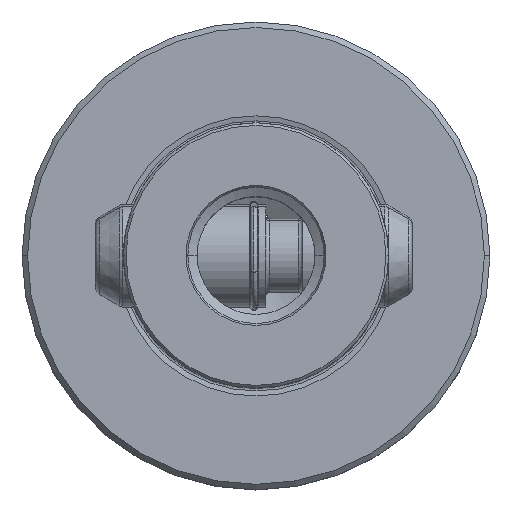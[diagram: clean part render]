
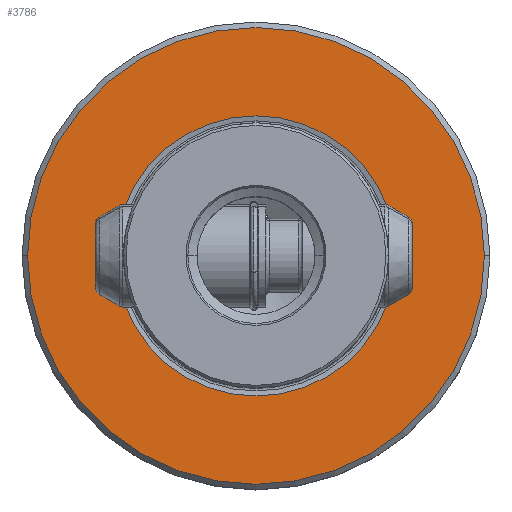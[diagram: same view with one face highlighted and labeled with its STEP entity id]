
A CAD part, top view. The second image highlights one B-rep face of the part: STEP entity #3786.
In plain terms, the highlighted planar face has unit normal (0, 0, 1).
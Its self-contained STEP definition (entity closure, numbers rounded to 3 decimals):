
#3060=EDGE_CURVE('NONE',#6438,#4946,#8186,.F.);
#3686=EDGE_CURVE('NONE',#4946,#6438,#8879,.F.);
#3786=ADVANCED_FACE('NONE',(#8987,#8988),#8989,.T.);
#4164=VERTEX_POINT('NONE',#9416);
#4946=VERTEX_POINT('NONE',#10283);
#5418=EDGE_CURVE('NONE',#4164,#5770,#10803,.T.);
#5770=VERTEX_POINT('NONE',#11186);
#6438=VERTEX_POINT('NONE',#11923);
#7038=EDGE_CURVE('NONE',#5770,#4164,#12582,.T.);
#8186=CIRCLE('',#14214,19.012);
#8879=CIRCLE('',#15500,19.012);
#8987=FACE_OUTER_BOUND('',#15733,.T.);
#8988=FACE_BOUND('',#15734,.T.);
#8989=PLANE('',#15735);
#9416=CARTESIAN_POINT('',(-31.0,0.,0.0));
#10283=CARTESIAN_POINT('',(-19.012,0.,0.0));
#10803=CIRCLE('',#19417,31.0);
#11186=CARTESIAN_POINT('',(31.0,0.,0.0));
#11923=CARTESIAN_POINT('',(19.012,0.,0.0));
#12582=CIRCLE('',#23115,31.0);
#14214=AXIS2_PLACEMENT_3D('',#25130,#25131,#25132);
#15500=AXIS2_PLACEMENT_3D('',#25925,#25926,#25927);
#15733=EDGE_LOOP('',(#26025,#26026));
#15734=EDGE_LOOP('',(#26027,#26028));
#15735=AXIS2_PLACEMENT_3D('',#26029,#26030,#26031);
#19417=AXIS2_PLACEMENT_3D('',#28119,#28120,#28121);
#23115=AXIS2_PLACEMENT_3D('',#30063,#30064,#30065);
#25130=CARTESIAN_POINT('',(0.0,0.0,0.0));
#25131=DIRECTION('',(0.0,0.0,-1.0));
#25132=DIRECTION('',(1.0,0.,0.0));
#25925=CARTESIAN_POINT('',(0.0,0.0,0.0));
#25926=DIRECTION('',(0.0,0.0,-1.0));
#25927=DIRECTION('',(1.0,0.,0.0));
#26025=ORIENTED_EDGE('',*,*,#5418,.F.);
#26026=ORIENTED_EDGE('',*,*,#7038,.F.);
#26027=ORIENTED_EDGE('',*,*,#3060,.F.);
#26028=ORIENTED_EDGE('',*,*,#3686,.F.);
#26029=CARTESIAN_POINT('',(-18.0,0.0,0.0));
#26030=DIRECTION('',(-0.0,0.0,1.0));
#26031=DIRECTION('',(0.0,1.0,0.0));
#28119=CARTESIAN_POINT('',(0.0,0.0,0.0));
#28120=DIRECTION('',(0.0,0.0,-1.0));
#28121=DIRECTION('',(-1.0,0.,0.0));
#30063=CARTESIAN_POINT('',(0.0,0.0,0.0));
#30064=DIRECTION('',(0.0,0.0,-1.0));
#30065=DIRECTION('',(-1.0,0.,0.0));
